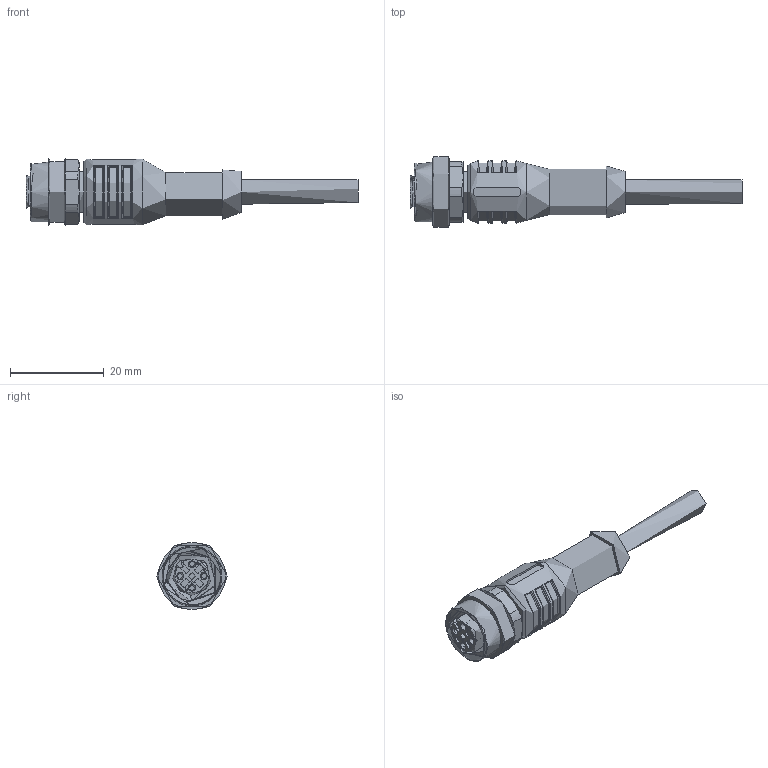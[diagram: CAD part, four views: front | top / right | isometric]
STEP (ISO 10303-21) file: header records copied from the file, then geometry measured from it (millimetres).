
FILE_DESCRIPTION(/* description */ (''),/* implementation_level */ '2;1');
FILE_NAME(/* name */ 'ipf_z3d_VKA00825.stp',/* time_stamp */ '2018-10-22T10:04:57+02:00',/* author */ ('g.aydin'),/* organization */ (''),/* preprocessor_version */ 'ST-DEVELOPER v15.2',/* originating_system */ 'Autodesk Inventor 2014',/* authorisation */ '');
FILE_SCHEMA (('AUTOMOTIVE_DESIGN { 1 0 10303 214 3 1 1 }'));
Length unit declared in the file: millimetre
Products named in the file (1): ipf_z3d_VKA00825
Bounding box: 71 x 15 x 14.31 mm (x, y, z)
Volume: 5572.7 mm3; surface area: 3269.9 mm2
Topology: 1 solids, 1 shells, 268 faces, 656 edges, 418 vertices
Faces by surface type: plane 98, cylinder 69, bspline 56, torus 28, cone 17
Full cylindrical faces by diameter (mm): 1.15 x5, 5.2 x1, 8.7 x1, 10.2 x1, 10.95 x1, 12.3 x1, 12.8 x1, 14 x1, 15 x1
Entity records: 9661 total; most frequent: CARTESIAN_POINT 3452, ORIENTED_EDGE 1226, DIRECTION 1159, EDGE_CURVE 613, AXIS2_PLACEMENT_3D 451, VERTEX_POINT 404, EDGE_LOOP 327, ADVANCED_FACE 268
